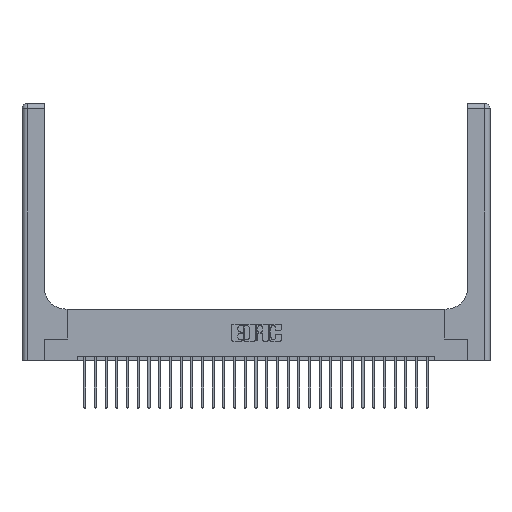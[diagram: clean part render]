
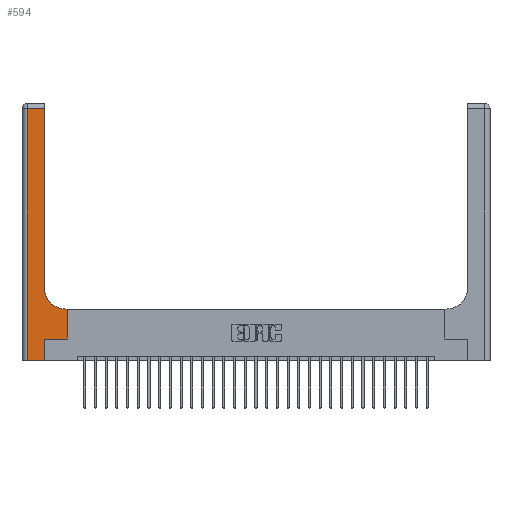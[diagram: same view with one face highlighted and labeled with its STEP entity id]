
A CAD part, top view. The second image highlights one B-rep face of the part: STEP entity #594.
In plain terms, the highlighted planar face has unit normal (0, 0, 1).
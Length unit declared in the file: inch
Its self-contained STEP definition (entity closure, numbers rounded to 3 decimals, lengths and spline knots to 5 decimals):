
#182 = CARTESIAN_POINT ( 'NONE',  ( 0.528, 0.6, 0.37 ) ) ;
#344 = CARTESIAN_POINT ( 'NONE',  ( 0.26, 3., 0.37 ) ) ;
#594 = ADVANCED_FACE ( 'NONE', ( #16532 ), #25583, .F. ) ;
#783 = AXIS2_PLACEMENT_3D ( 'NONE', #7900, #11935, #18547 ) ;
#840 = CARTESIAN_POINT ( 'NONE',  ( 0.26, 0.85, 0.37 ) ) ;
#1443 = ORIENTED_EDGE ( 'NONE', *, *, #8981, .T. ) ;
#1670 = DIRECTION ( 'NONE',  ( -1., 0., 0. ) ) ;
#1691 = ORIENTED_EDGE ( 'NONE', *, *, #13445, .T. ) ;
#3462 = CARTESIAN_POINT ( 'NONE',  ( 0.265, 0.25, 0.37 ) ) ;
#4400 = CARTESIAN_POINT ( 'NONE',  ( 0.06, 2.94, 0.37 ) ) ;
#4521 = VECTOR ( 'NONE', #5071, 39.37008 ) ;
#5071 = DIRECTION ( 'NONE',  ( 1., 0., 0. ) ) ;
#5844 = VERTEX_POINT ( 'NONE', #182 ) ;
#5969 = EDGE_CURVE ( 'NONE', #11387, #14216, #27044, .T. ) ;
#6111 = LINE ( 'NONE', #21198, #13062 ) ;
#6127 = EDGE_CURVE ( 'NONE', #5844, #15620, #10192, .T. ) ;
#6141 = ORIENTED_EDGE ( 'NONE', *, *, #5969, .T. ) ;
#7080 = DIRECTION ( 'NONE',  ( 1., 0., 0. ) ) ;
#7084 = LINE ( 'NONE', #15844, #9051 ) ;
#7401 = EDGE_LOOP ( 'NONE', ( #1691, #22729, #15896, #1443, #24190, #6141, #25007, #17612, #16396 ) ) ;
#7900 = CARTESIAN_POINT ( 'NONE',  ( 0., 3., 0.37 ) ) ;
#7944 = CARTESIAN_POINT ( 'NONE',  ( 0.265, 0., 0.37 ) ) ;
#8308 = CARTESIAN_POINT ( 'NONE',  ( 0.26, 0.6, 0.37 ) ) ;
#8615 = CARTESIAN_POINT ( 'NONE',  ( 0.06, 0., 0.37 ) ) ;
#8951 = VECTOR ( 'NONE', #23420, 39.37008 ) ;
#8981 = EDGE_CURVE ( 'NONE', #9507, #9469, #15977, .T. ) ;
#9051 = VECTOR ( 'NONE', #24628, 39.37008 ) ;
#9215 = CARTESIAN_POINT ( 'NONE',  ( 0., 0., 0.37 ) ) ;
#9469 = VERTEX_POINT ( 'NONE', #10780 ) ;
#9507 = VERTEX_POINT ( 'NONE', #8615 ) ;
#10128 = VERTEX_POINT ( 'NONE', #840 ) ;
#10192 = LINE ( 'NONE', #8308, #8951 ) ;
#10268 = VECTOR ( 'NONE', #27322, 39.37008 ) ;
#10780 = CARTESIAN_POINT ( 'NONE',  ( 0.265, 0., 0.37 ) ) ;
#11387 = VERTEX_POINT ( 'NONE', #18932 ) ;
#11935 = DIRECTION ( 'NONE',  ( 0., 0., -1. ) ) ;
#12270 = EDGE_CURVE ( 'NONE', #14216, #5844, #7084, .T. ) ;
#12821 = VERTEX_POINT ( 'NONE', #14220 ) ;
#13062 = VECTOR ( 'NONE', #1670, 39.37008 ) ;
#13303 = CARTESIAN_POINT ( 'NONE',  ( 0.528, 0.25, 0.37 ) ) ;
#13445 = EDGE_CURVE ( 'NONE', #10128, #12821, #27062, .T. ) ;
#13861 = AXIS2_PLACEMENT_3D ( 'NONE', #13961, #22592, #7080 ) ;
#13961 = CARTESIAN_POINT ( 'NONE',  ( 0.51, 0.85, 0.37 ) ) ;
#13983 = LINE ( 'NONE', #7944, #22240 ) ;
#14216 = VERTEX_POINT ( 'NONE', #13303 ) ;
#14220 = CARTESIAN_POINT ( 'NONE',  ( 0.26, 2.94, 0.37 ) ) ;
#14711 = VECTOR ( 'NONE', #24517, 39.37008 ) ;
#15620 = VERTEX_POINT ( 'NONE', #17446 ) ;
#15692 = DIRECTION ( 'NONE',  ( 0., 1., 0. ) ) ;
#15844 = CARTESIAN_POINT ( 'NONE',  ( 0.528, 0.25, 0.37 ) ) ;
#15896 = ORIENTED_EDGE ( 'NONE', *, *, #19240, .T. ) ;
#15977 = LINE ( 'NONE', #9215, #4521 ) ;
#16396 = ORIENTED_EDGE ( 'NONE', *, *, #20924, .T. ) ;
#16404 = VECTOR ( 'NONE', #15692, 39.37008 ) ;
#16532 = FACE_OUTER_BOUND ( 'NONE', #7401, .T. ) ;
#17446 = CARTESIAN_POINT ( 'NONE',  ( 0.51, 0.6, 0.37 ) ) ;
#17612 = ORIENTED_EDGE ( 'NONE', *, *, #6127, .T. ) ;
#18404 = CIRCLE ( 'NONE', #13861, 0.25 ) ;
#18465 = LINE ( 'NONE', #22623, #14711 ) ;
#18547 = DIRECTION ( 'NONE',  ( -1., 0., 0. ) ) ;
#18932 = CARTESIAN_POINT ( 'NONE',  ( 0.265, 0.25, 0.37 ) ) ;
#19240 = EDGE_CURVE ( 'NONE', #27907, #9507, #18465, .T. ) ;
#20924 = EDGE_CURVE ( 'NONE', #15620, #10128, #18404, .T. ) ;
#21198 = CARTESIAN_POINT ( 'NONE',  ( 0., 2.94, 0.37 ) ) ;
#22240 = VECTOR ( 'NONE', #25355, 39.37008 ) ;
#22592 = DIRECTION ( 'NONE',  ( 0., 0., -1. ) ) ;
#22623 = CARTESIAN_POINT ( 'NONE',  ( 0.06, 3., 0.37 ) ) ;
#22729 = ORIENTED_EDGE ( 'NONE', *, *, #27685, .T. ) ;
#23420 = DIRECTION ( 'NONE',  ( -1., 0., 0. ) ) ;
#24190 = ORIENTED_EDGE ( 'NONE', *, *, #26312, .T. ) ;
#24517 = DIRECTION ( 'NONE',  ( 0., -1., 0. ) ) ;
#24628 = DIRECTION ( 'NONE',  ( 0., 1., 0. ) ) ;
#25007 = ORIENTED_EDGE ( 'NONE', *, *, #12270, .T. ) ;
#25355 = DIRECTION ( 'NONE',  ( 0., 1., 0. ) ) ;
#25583 = PLANE ( 'NONE',  #783 ) ;
#26312 = EDGE_CURVE ( 'NONE', #9469, #11387, #13983, .T. ) ;
#27044 = LINE ( 'NONE', #3462, #10268 ) ;
#27062 = LINE ( 'NONE', #344, #16404 ) ;
#27322 = DIRECTION ( 'NONE',  ( 1., 0., 0. ) ) ;
#27685 = EDGE_CURVE ( 'NONE', #12821, #27907, #6111, .T. ) ;
#27907 = VERTEX_POINT ( 'NONE', #4400 ) ;
